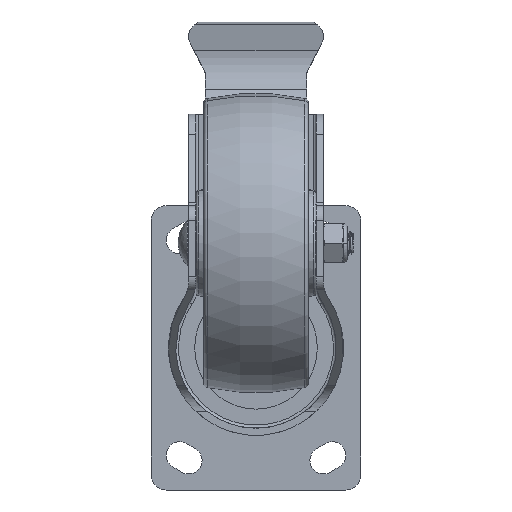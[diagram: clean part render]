
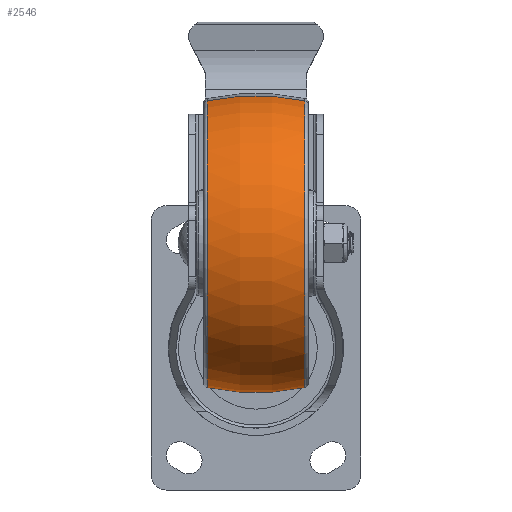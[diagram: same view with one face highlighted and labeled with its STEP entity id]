
A CAD part, front view. The second image highlights one B-rep face of the part: STEP entity #2546.
In plain terms, the highlighted toroidal (fillet/blend) face has major radius 27.562 mm and minor radius 77.562 mm.
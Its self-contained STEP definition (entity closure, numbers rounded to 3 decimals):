
#977 = DIRECTION ( 'NONE',  ( 0., 0., 1. ) ) ;
#2546 = ADVANCED_FACE ( 'NONE', ( #9644 ), #26820, .T. ) ;
#2846 = VERTEX_POINT ( 'NONE', #4836 ) ;
#3780 = EDGE_LOOP ( 'NONE', ( #9785, #10830, #9909, #13243 ) ) ;
#4247 = EDGE_CURVE ( 'NONE', #27076, #2846, #31861, .T. ) ;
#4498 = CARTESIAN_POINT ( 'NONE',  ( 16.316, 0., -48.265 ) ) ;
#4836 = CARTESIAN_POINT ( 'NONE',  ( -16.316, 0., 48.265 ) ) ;
#7958 = AXIS2_PLACEMENT_3D ( 'NONE', #19440, #24374, #24474 ) ;
#8315 = VERTEX_POINT ( 'NONE', #24782 ) ;
#8457 = CARTESIAN_POINT ( 'NONE',  ( 0., 0., 0. ) ) ;
#9644 = FACE_OUTER_BOUND ( 'NONE', #3780, .T. ) ;
#9785 = ORIENTED_EDGE ( 'NONE', *, *, #24032, .F. ) ;
#9909 = ORIENTED_EDGE ( 'NONE', *, *, #4247, .T. ) ;
#10137 = AXIS2_PLACEMENT_3D ( 'NONE', #20945, #10589, #977 ) ;
#10589 = DIRECTION ( 'NONE',  ( 0., 1., 0. ) ) ;
#10830 = ORIENTED_EDGE ( 'NONE', *, *, #21576, .F. ) ;
#11618 = DIRECTION ( 'NONE',  ( 1., 0., 0. ) ) ;
#13243 = ORIENTED_EDGE ( 'NONE', *, *, #27820, .T. ) ;
#13470 = DIRECTION ( 'NONE',  ( 0., 0., 1. ) ) ;
#16893 = AXIS2_PLACEMENT_3D ( 'NONE', #21972, #26998, #29522 ) ;
#17625 = CIRCLE ( 'NONE', #10137, 77.562 ) ;
#17727 = CIRCLE ( 'NONE', #24079, 48.265 ) ;
#19440 = CARTESIAN_POINT ( 'NONE',  ( 0., 0., -27.562 ) ) ;
#20898 = AXIS2_PLACEMENT_3D ( 'NONE', #8457, #28125, #13470 ) ;
#20945 = CARTESIAN_POINT ( 'NONE',  ( 0., 0., 27.562 ) ) ;
#21576 = EDGE_CURVE ( 'NONE', #27076, #27780, #17727, .T. ) ;
#21972 = CARTESIAN_POINT ( 'NONE',  ( -16.316, 0., 0. ) ) ;
#23859 = CARTESIAN_POINT ( 'NONE',  ( 16.316, 0., 48.265 ) ) ;
#24032 = EDGE_CURVE ( 'NONE', #27780, #8315, #17625, .T. ) ;
#24079 = AXIS2_PLACEMENT_3D ( 'NONE', #29442, #11618, #29214 ) ;
#24374 = DIRECTION ( 'NONE',  ( 0., -1., 0. ) ) ;
#24474 = DIRECTION ( 'NONE',  ( 0., 0., -1. ) ) ;
#24482 = CIRCLE ( 'NONE', #16893, 48.265 ) ;
#24782 = CARTESIAN_POINT ( 'NONE',  ( -16.316, 0., -48.265 ) ) ;
#26820 = TOROIDAL_SURFACE ( 'NONE', #20898, -27.562, 77.562 ) ;
#26998 = DIRECTION ( 'NONE',  ( 1., 0., 0. ) ) ;
#27076 = VERTEX_POINT ( 'NONE', #23859 ) ;
#27780 = VERTEX_POINT ( 'NONE', #4498 ) ;
#27820 = EDGE_CURVE ( 'NONE', #2846, #8315, #24482, .T. ) ;
#28125 = DIRECTION ( 'NONE',  ( -1., 0., 0. ) ) ;
#29214 = DIRECTION ( 'NONE',  ( 0., 0., -1. ) ) ;
#29442 = CARTESIAN_POINT ( 'NONE',  ( 16.316, 0., 0. ) ) ;
#29522 = DIRECTION ( 'NONE',  ( 0., 0., -1. ) ) ;
#31861 = CIRCLE ( 'NONE', #7958, 77.562 ) ;
